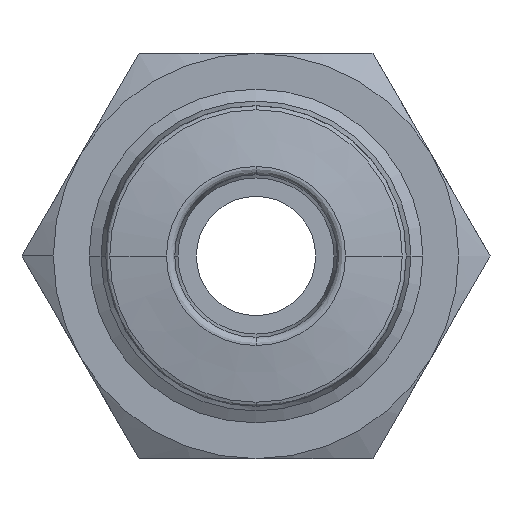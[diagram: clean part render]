
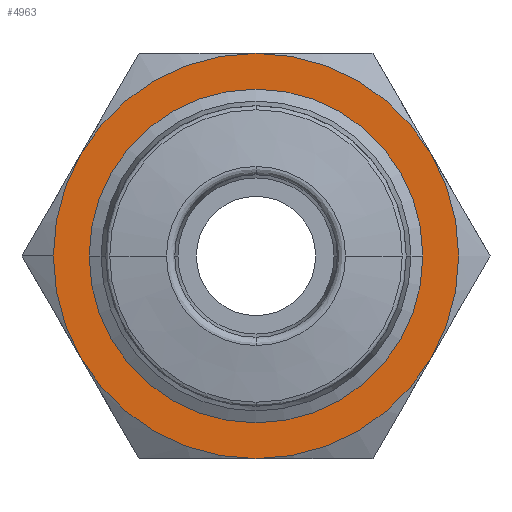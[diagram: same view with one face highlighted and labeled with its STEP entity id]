
A CAD part, front view. The second image highlights one B-rep face of the part: STEP entity #4963.
In plain terms, the highlighted planar face has unit normal (0, -1, 0).
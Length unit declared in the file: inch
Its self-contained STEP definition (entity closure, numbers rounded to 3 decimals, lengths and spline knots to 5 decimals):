
#50 = ORIENTED_EDGE ( 'NONE', *, *, #2108, .T. ) ;
#82 = DIRECTION ( 'NONE',  ( 0., -1., 0. ) ) ;
#124 = EDGE_CURVE ( 'NONE', #1381, #1453, #3673, .T. ) ;
#149 = CARTESIAN_POINT ( 'NONE',  ( -0.30512, -0.23622, 0. ) ) ;
#202 = CIRCLE ( 'NONE', #3037, 0.33465 ) ;
#206 = CARTESIAN_POINT ( 'NONE',  ( 0., -0.23622, -0.33465 ) ) ;
#389 = AXIS2_PLACEMENT_3D ( 'NONE', #1201, #3938, #1577 ) ;
#460 = CIRCLE ( 'NONE', #1640, 0.33465 ) ;
#530 = DIRECTION ( 'NONE',  ( 0., 0., -1. ) ) ;
#721 = EDGE_CURVE ( 'NONE', #1627, #1501, #898, .T. ) ;
#821 = AXIS2_PLACEMENT_3D ( 'NONE', #149, #2803, #530 ) ;
#898 = CIRCLE ( 'NONE', #3525, 0.33465 ) ;
#899 = PLANE ( 'NONE',  #821 ) ;
#903 = AXIS2_PLACEMENT_3D ( 'NONE', #4073, #1706, #4490 ) ;
#916 = CARTESIAN_POINT ( 'NONE',  ( -0.28981, -0.23622, -0.16732 ) ) ;
#1008 = AXIS2_PLACEMENT_3D ( 'NONE', #1819, #2019, #2364 ) ;
#1137 = DIRECTION ( 'NONE',  ( 0., -1., 0. ) ) ;
#1143 = ORIENTED_EDGE ( 'NONE', *, *, #2557, .T. ) ;
#1201 = CARTESIAN_POINT ( 'NONE',  ( 0., -0.23622, 0. ) ) ;
#1315 = ORIENTED_EDGE ( 'NONE', *, *, #124, .F. ) ;
#1322 = CIRCLE ( 'NONE', #4507, 0.27559 ) ;
#1325 = CARTESIAN_POINT ( 'NONE',  ( 0., -0.23622, 0. ) ) ;
#1348 = CARTESIAN_POINT ( 'NONE',  ( 0.28981, -0.23622, -0.16732 ) ) ;
#1381 = VERTEX_POINT ( 'NONE', #4732 ) ;
#1453 = VERTEX_POINT ( 'NONE', #2405 ) ;
#1487 = VERTEX_POINT ( 'NONE', #3206 ) ;
#1494 = VERTEX_POINT ( 'NONE', #916 ) ;
#1501 = VERTEX_POINT ( 'NONE', #1658 ) ;
#1547 = CIRCLE ( 'NONE', #389, 0.33465 ) ;
#1577 = DIRECTION ( 'NONE',  ( -1., 0., 0. ) ) ;
#1627 = VERTEX_POINT ( 'NONE', #3664 ) ;
#1630 = VERTEX_POINT ( 'NONE', #206 ) ;
#1640 = AXIS2_PLACEMENT_3D ( 'NONE', #1325, #4088, #1719 ) ;
#1658 = CARTESIAN_POINT ( 'NONE',  ( 0., -0.23622, 0.33465 ) ) ;
#1689 = VERTEX_POINT ( 'NONE', #1348 ) ;
#1706 = DIRECTION ( 'NONE',  ( 0., -1., 0. ) ) ;
#1719 = DIRECTION ( 'NONE',  ( -1., 0., 0. ) ) ;
#1741 = DIRECTION ( 'NONE',  ( 0., -1., 0. ) ) ;
#1811 = ORIENTED_EDGE ( 'NONE', *, *, #3834, .T. ) ;
#1819 = CARTESIAN_POINT ( 'NONE',  ( 0., -0.23622, 0. ) ) ;
#1891 = EDGE_CURVE ( 'NONE', #1494, #1630, #1547, .T. ) ;
#2019 = DIRECTION ( 'NONE',  ( 0., -1., 0. ) ) ;
#2061 = DIRECTION ( 'NONE',  ( 0., -1., 0. ) ) ;
#2108 = EDGE_CURVE ( 'NONE', #1487, #1494, #2463, .T. ) ;
#2141 = CIRCLE ( 'NONE', #3007, 0.33465 ) ;
#2326 = CARTESIAN_POINT ( 'NONE',  ( 0., -0.23622, 0. ) ) ;
#2364 = DIRECTION ( 'NONE',  ( -1., 0., 0. ) ) ;
#2405 = CARTESIAN_POINT ( 'NONE',  ( -0.27559, -0.23622, 0. ) ) ;
#2463 = CIRCLE ( 'NONE', #4020, 0.33465 ) ;
#2491 = DIRECTION ( 'NONE',  ( -1., 0., 0. ) ) ;
#2513 = DIRECTION ( 'NONE',  ( 0., -1., 0. ) ) ;
#2550 = CARTESIAN_POINT ( 'NONE',  ( 0., -0.23622, 0. ) ) ;
#2557 = EDGE_CURVE ( 'NONE', #1689, #1627, #202, .T. ) ;
#2714 = VERTEX_POINT ( 'NONE', #4976 ) ;
#2729 = DIRECTION ( 'NONE',  ( -1., 0., 0. ) ) ;
#2803 = DIRECTION ( 'NONE',  ( 0., -1., 0. ) ) ;
#2877 = FACE_BOUND ( 'NONE', #3797, .T. ) ;
#3007 = AXIS2_PLACEMENT_3D ( 'NONE', #3455, #1137, #3865 ) ;
#3037 = AXIS2_PLACEMENT_3D ( 'NONE', #4110, #1741, #4529 ) ;
#3206 = CARTESIAN_POINT ( 'NONE',  ( -0.33465, -0.23622, 0. ) ) ;
#3323 = ORIENTED_EDGE ( 'NONE', *, *, #4570, .T. ) ;
#3389 = CIRCLE ( 'NONE', #903, 0.33465 ) ;
#3455 = CARTESIAN_POINT ( 'NONE',  ( 0., -0.23622, 0. ) ) ;
#3525 = AXIS2_PLACEMENT_3D ( 'NONE', #2550, #2513, #2491 ) ;
#3664 = CARTESIAN_POINT ( 'NONE',  ( 0.28981, -0.23622, 0.16732 ) ) ;
#3673 = CIRCLE ( 'NONE', #1008, 0.27559 ) ;
#3701 = EDGE_CURVE ( 'NONE', #1453, #1381, #1322, .T. ) ;
#3797 = EDGE_LOOP ( 'NONE', ( #4755, #1315 ) ) ;
#3806 = EDGE_CURVE ( 'NONE', #1501, #2714, #3389, .T. ) ;
#3834 = EDGE_CURVE ( 'NONE', #2714, #1487, #460, .T. ) ;
#3865 = DIRECTION ( 'NONE',  ( -1., 0., 0. ) ) ;
#3938 = DIRECTION ( 'NONE',  ( 0., -1., 0. ) ) ;
#4020 = AXIS2_PLACEMENT_3D ( 'NONE', #4468, #2061, #4883 ) ;
#4073 = CARTESIAN_POINT ( 'NONE',  ( 0., -0.23622, 0. ) ) ;
#4088 = DIRECTION ( 'NONE',  ( 0., -1., 0. ) ) ;
#4094 = ORIENTED_EDGE ( 'NONE', *, *, #3806, .T. ) ;
#4110 = CARTESIAN_POINT ( 'NONE',  ( 0., -0.23622, 0. ) ) ;
#4468 = CARTESIAN_POINT ( 'NONE',  ( 0., -0.23622, 0. ) ) ;
#4490 = DIRECTION ( 'NONE',  ( -1., 0., 0. ) ) ;
#4507 = AXIS2_PLACEMENT_3D ( 'NONE', #2326, #82, #2729 ) ;
#4529 = DIRECTION ( 'NONE',  ( -1., 0., 0. ) ) ;
#4562 = EDGE_LOOP ( 'NONE', ( #5019, #4094, #1811, #50, #4878, #3323, #1143 ) ) ;
#4570 = EDGE_CURVE ( 'NONE', #1630, #1689, #2141, .T. ) ;
#4732 = CARTESIAN_POINT ( 'NONE',  ( 0.27559, -0.23622, 0. ) ) ;
#4755 = ORIENTED_EDGE ( 'NONE', *, *, #3701, .F. ) ;
#4878 = ORIENTED_EDGE ( 'NONE', *, *, #1891, .T. ) ;
#4883 = DIRECTION ( 'NONE',  ( -1., 0., 0. ) ) ;
#4963 = ADVANCED_FACE ( 'NONE', ( #2877, #5039 ), #899, .T. ) ;
#4976 = CARTESIAN_POINT ( 'NONE',  ( -0.28981, -0.23622, 0.16732 ) ) ;
#5019 = ORIENTED_EDGE ( 'NONE', *, *, #721, .T. ) ;
#5039 = FACE_OUTER_BOUND ( 'NONE', #4562, .T. ) ;
